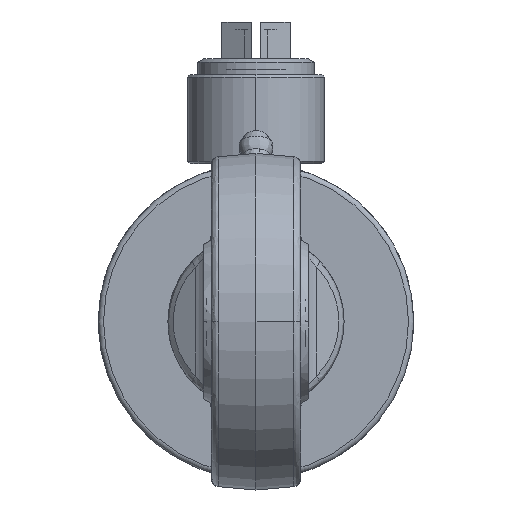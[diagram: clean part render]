
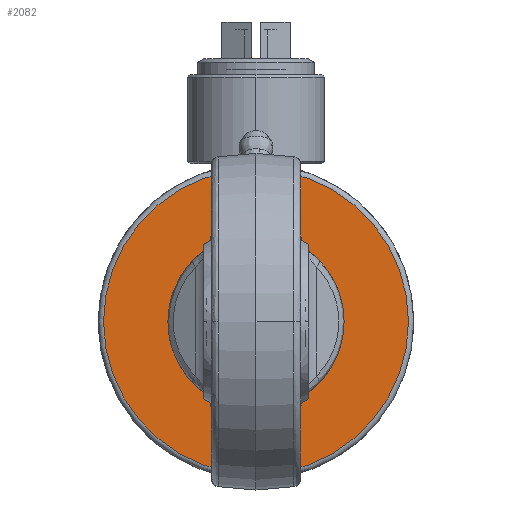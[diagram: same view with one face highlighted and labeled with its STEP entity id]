
A CAD part, left-side view. The second image highlights one B-rep face of the part: STEP entity #2082.
In plain terms, the highlighted planar face has unit normal (-1, 0, 0).
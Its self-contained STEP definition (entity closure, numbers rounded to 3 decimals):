
#21 = CIRCLE ( 'NONE', #6901, 2. ) ;
#229 = DIRECTION ( 'NONE',  ( -1., 0., 0. ) ) ;
#688 = CARTESIAN_POINT ( 'NONE',  ( -8., 0., 2. ) ) ;
#1042 = EDGE_LOOP ( 'NONE', ( #10048, #17291 ) ) ;
#1191 = VERTEX_POINT ( 'NONE', #17137 ) ;
#1214 = DIRECTION ( 'NONE',  ( 0., 0., -1. ) ) ;
#1469 = DIRECTION ( 'NONE',  ( 0., 0., 1. ) ) ;
#2082 = ADVANCED_FACE ( 'NONE', ( #15447, #7000 ), #9906, .T. ) ;
#2289 = EDGE_CURVE ( 'NONE', #4982, #6500, #8998, .T. ) ;
#2697 = DIRECTION ( 'NONE',  ( 0., 0., -1. ) ) ;
#2950 = CARTESIAN_POINT ( 'NONE',  ( -8., 0., 29. ) ) ;
#4982 = VERTEX_POINT ( 'NONE', #15436 ) ;
#5295 = CARTESIAN_POINT ( 'NONE',  ( -8., 0., 29. ) ) ;
#6500 = VERTEX_POINT ( 'NONE', #688 ) ;
#6901 = AXIS2_PLACEMENT_3D ( 'NONE', #18117, #16897, #2697 ) ;
#7000 = FACE_BOUND ( 'NONE', #1042, .T. ) ;
#7338 = CARTESIAN_POINT ( 'NONE',  ( -8., 0., 0. ) ) ;
#7902 = AXIS2_PLACEMENT_3D ( 'NONE', #12494, #9481, #8057 ) ;
#8057 = DIRECTION ( 'NONE',  ( 0., 0., 1. ) ) ;
#8348 = VERTEX_POINT ( 'NONE', #5295 ) ;
#8924 = EDGE_LOOP ( 'NONE', ( #11623, #18028 ) ) ;
#8998 = CIRCLE ( 'NONE', #11699, 2. ) ;
#9481 = DIRECTION ( 'NONE',  ( -1., 0., 0. ) ) ;
#9906 = PLANE ( 'NONE',  #15890 ) ;
#10048 = ORIENTED_EDGE ( 'NONE', *, *, #2289, .T. ) ;
#10532 = CIRCLE ( 'NONE', #12918, 29. ) ;
#11623 = ORIENTED_EDGE ( 'NONE', *, *, #15299, .T. ) ;
#11699 = AXIS2_PLACEMENT_3D ( 'NONE', #12374, #18283, #1214 ) ;
#12374 = CARTESIAN_POINT ( 'NONE',  ( -8., 0., 0. ) ) ;
#12494 = CARTESIAN_POINT ( 'NONE',  ( -8., 0., 0. ) ) ;
#12822 = DIRECTION ( 'NONE',  ( -1., 0., 0. ) ) ;
#12918 = AXIS2_PLACEMENT_3D ( 'NONE', #7338, #229, #18519 ) ;
#13305 = CIRCLE ( 'NONE', #7902, 29. ) ;
#13921 = EDGE_CURVE ( 'NONE', #6500, #4982, #21, .T. ) ;
#15299 = EDGE_CURVE ( 'NONE', #8348, #1191, #10532, .T. ) ;
#15436 = CARTESIAN_POINT ( 'NONE',  ( -8., 0., -2. ) ) ;
#15447 = FACE_OUTER_BOUND ( 'NONE', #8924, .T. ) ;
#15890 = AXIS2_PLACEMENT_3D ( 'NONE', #2950, #12822, #1469 ) ;
#16897 = DIRECTION ( 'NONE',  ( 1., 0., 0. ) ) ;
#17137 = CARTESIAN_POINT ( 'NONE',  ( -8., 0., -29. ) ) ;
#17291 = ORIENTED_EDGE ( 'NONE', *, *, #13921, .T. ) ;
#17955 = EDGE_CURVE ( 'NONE', #1191, #8348, #13305, .T. ) ;
#18028 = ORIENTED_EDGE ( 'NONE', *, *, #17955, .T. ) ;
#18117 = CARTESIAN_POINT ( 'NONE',  ( -8., 0., 0. ) ) ;
#18283 = DIRECTION ( 'NONE',  ( 1., 0., 0. ) ) ;
#18519 = DIRECTION ( 'NONE',  ( 0., 0., 1. ) ) ;
